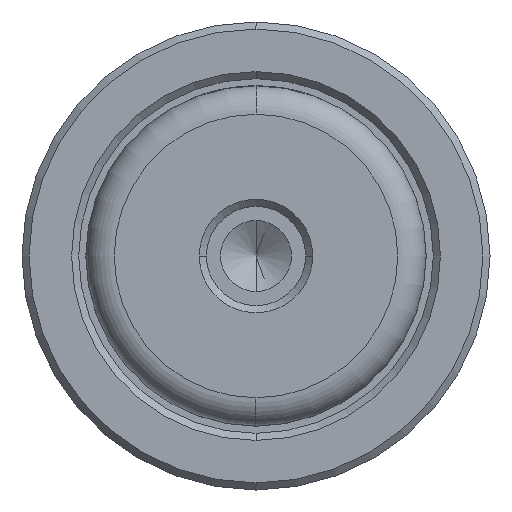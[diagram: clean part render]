
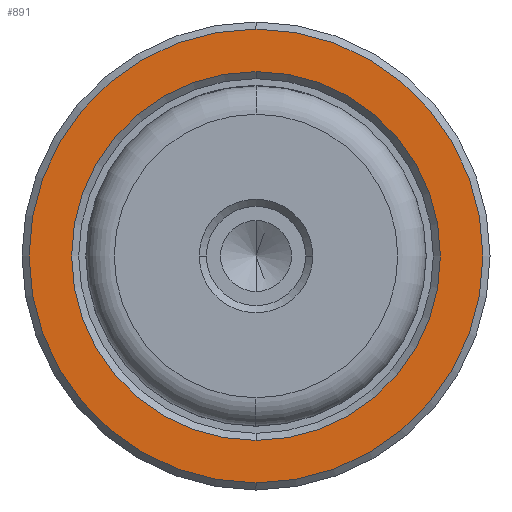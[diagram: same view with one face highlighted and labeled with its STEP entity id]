
A CAD part, left-side view. The second image highlights one B-rep face of the part: STEP entity #891.
In plain terms, the highlighted planar face has unit normal (-1, 0, 0).
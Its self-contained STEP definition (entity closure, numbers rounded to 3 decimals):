
#16 = ORIENTED_EDGE ( 'NONE', *, *, #1997, .T. ) ;
#46 = VERTEX_POINT ( 'NONE', #1773 ) ;
#78 = DIRECTION ( 'NONE',  ( 0., 0., -1. ) ) ;
#174 = CARTESIAN_POINT ( 'NONE',  ( 24., 0., 0. ) ) ;
#266 = VERTEX_POINT ( 'NONE', #1430 ) ;
#326 = AXIS2_PLACEMENT_3D ( 'NONE', #1399, #2131, #1043 ) ;
#360 = AXIS2_PLACEMENT_3D ( 'NONE', #2147, #1062, #2333 ) ;
#362 = DIRECTION ( 'NONE',  ( 0., 0., 1. ) ) ;
#535 = DIRECTION ( 'NONE',  ( -1., 0., 0. ) ) ;
#543 = CIRCLE ( 'NONE', #1668, 16. ) ;
#716 = VERTEX_POINT ( 'NONE', #1035 ) ;
#727 = ORIENTED_EDGE ( 'NONE', *, *, #1022, .T. ) ;
#891 = ADVANCED_FACE ( 'NONE', ( #1763, #1278 ), #1579, .T. ) ;
#946 = CIRCLE ( 'NONE', #1266, 13. ) ;
#1022 = EDGE_CURVE ( 'NONE', #1865, #716, #1102, .T. ) ;
#1035 = CARTESIAN_POINT ( 'NONE',  ( 24., 0., 16. ) ) ;
#1040 = EDGE_CURVE ( 'NONE', #716, #1865, #543, .T. ) ;
#1043 = DIRECTION ( 'NONE',  ( 0., 0., 1. ) ) ;
#1062 = DIRECTION ( 'NONE',  ( 1., 0., 0. ) ) ;
#1094 = ORIENTED_EDGE ( 'NONE', *, *, #1040, .T. ) ;
#1102 = CIRCLE ( 'NONE', #1431, 16. ) ;
#1187 = DIRECTION ( 'NONE',  ( 1., 0., 0. ) ) ;
#1260 = EDGE_CURVE ( 'NONE', #266, #46, #2031, .T. ) ;
#1266 = AXIS2_PLACEMENT_3D ( 'NONE', #2275, #1187, #78 ) ;
#1278 = FACE_BOUND ( 'NONE', #2009, .T. ) ;
#1399 = CARTESIAN_POINT ( 'NONE',  ( 24., -12., 0. ) ) ;
#1430 = CARTESIAN_POINT ( 'NONE',  ( 24., 0., 13. ) ) ;
#1431 = AXIS2_PLACEMENT_3D ( 'NONE', #1637, #535, #1820 ) ;
#1456 = CARTESIAN_POINT ( 'NONE',  ( 24., 0., -16. ) ) ;
#1460 = DIRECTION ( 'NONE',  ( -1., 0., 0. ) ) ;
#1579 = PLANE ( 'NONE',  #326 ) ;
#1637 = CARTESIAN_POINT ( 'NONE',  ( 24., 0., 0. ) ) ;
#1668 = AXIS2_PLACEMENT_3D ( 'NONE', #174, #1460, #362 ) ;
#1763 = FACE_OUTER_BOUND ( 'NONE', #2201, .T. ) ;
#1773 = CARTESIAN_POINT ( 'NONE',  ( 24., 0., -13. ) ) ;
#1820 = DIRECTION ( 'NONE',  ( 0., 0., 1. ) ) ;
#1865 = VERTEX_POINT ( 'NONE', #1456 ) ;
#1997 = EDGE_CURVE ( 'NONE', #46, #266, #946, .T. ) ;
#2009 = EDGE_LOOP ( 'NONE', ( #2290, #16 ) ) ;
#2031 = CIRCLE ( 'NONE', #360, 13. ) ;
#2131 = DIRECTION ( 'NONE',  ( -1., 0., 0. ) ) ;
#2147 = CARTESIAN_POINT ( 'NONE',  ( 24., 0., 0. ) ) ;
#2201 = EDGE_LOOP ( 'NONE', ( #727, #1094 ) ) ;
#2275 = CARTESIAN_POINT ( 'NONE',  ( 24., 0., 0. ) ) ;
#2290 = ORIENTED_EDGE ( 'NONE', *, *, #1260, .T. ) ;
#2333 = DIRECTION ( 'NONE',  ( 0., 0., -1. ) ) ;
